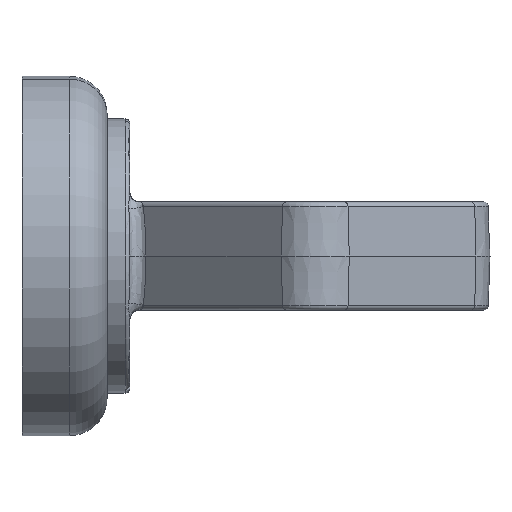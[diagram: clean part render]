
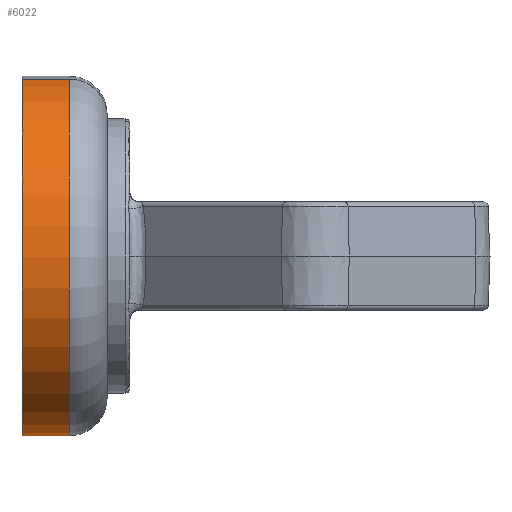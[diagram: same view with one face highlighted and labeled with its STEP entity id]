
A CAD part, left-side view. The second image highlights one B-rep face of the part: STEP entity #6022.
In plain terms, the highlighted cylindrical face has radius 9.5 mm (diameter 19 mm), a partial arc.
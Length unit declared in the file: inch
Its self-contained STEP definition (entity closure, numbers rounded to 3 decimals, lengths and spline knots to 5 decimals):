
#427 = VECTOR ( 'NONE', #8691, 39.37008 ) ;
#1056 = LINE ( 'NONE', #7287, #3784 ) ;
#1627 = DIRECTION ( 'NONE',  ( 0., 0., 1. ) ) ;
#2051 = VERTEX_POINT ( 'NONE', #3005 ) ;
#2248 = EDGE_CURVE ( 'NONE', #2051, #8111, #5193, .T. ) ;
#2560 = ORIENTED_EDGE ( 'NONE', *, *, #10840, .T. ) ;
#2858 = VERTEX_POINT ( 'NONE', #8429 ) ;
#3005 = CARTESIAN_POINT ( 'NONE',  ( -0.37402, 0., -0.17717 ) ) ;
#3151 = CARTESIAN_POINT ( 'NONE',  ( 0., 0., -0.07874 ) ) ;
#3167 = EDGE_CURVE ( 'NONE', #9019, #2858, #1056, .T. ) ;
#3784 = VECTOR ( 'NONE', #10777, 39.37008 ) ;
#3928 = ORIENTED_EDGE ( 'NONE', *, *, #3167, .F. ) ;
#4039 = CARTESIAN_POINT ( 'NONE',  ( -0.37402, 0., -0.07874 ) ) ;
#4345 = DIRECTION ( 'NONE',  ( 1., 0., 0. ) ) ;
#4417 = DIRECTION ( 'NONE',  ( 0., 0., 1. ) ) ;
#4503 = EDGE_LOOP ( 'NONE', ( #2560, #5403, #10334, #3928 ) ) ;
#4690 = DIRECTION ( 'NONE',  ( 0., 0., 1. ) ) ;
#4875 = AXIS2_PLACEMENT_3D ( 'NONE', #6045, #4417, #10499 ) ;
#5193 = LINE ( 'NONE', #6276, #427 ) ;
#5403 = ORIENTED_EDGE ( 'NONE', *, *, #2248, .T. ) ;
#6022 = ADVANCED_FACE ( 'NONE', ( #11307 ), #7082, .T. ) ;
#6045 = CARTESIAN_POINT ( 'NONE',  ( 0., 0., 0. ) ) ;
#6276 = CARTESIAN_POINT ( 'NONE',  ( -0.37402, 0., 0. ) ) ;
#6373 = DIRECTION ( 'NONE',  ( 1., 0., 0. ) ) ;
#6476 = CIRCLE ( 'NONE', #11211, 0.37402 ) ;
#7082 = CYLINDRICAL_SURFACE ( 'NONE', #4875, 0.37402 ) ;
#7287 = CARTESIAN_POINT ( 'NONE',  ( 0.37402, 0., 0. ) ) ;
#8111 = VERTEX_POINT ( 'NONE', #4039 ) ;
#8429 = CARTESIAN_POINT ( 'NONE',  ( 0.37402, 0., -0.07874 ) ) ;
#8572 = CARTESIAN_POINT ( 'NONE',  ( 0.37402, 0., -0.17717 ) ) ;
#8660 = AXIS2_PLACEMENT_3D ( 'NONE', #3151, #4690, #6373 ) ;
#8691 = DIRECTION ( 'NONE',  ( 0., 0., 1. ) ) ;
#9019 = VERTEX_POINT ( 'NONE', #8572 ) ;
#9206 = CIRCLE ( 'NONE', #8660, 0.37402 ) ;
#10334 = ORIENTED_EDGE ( 'NONE', *, *, #11027, .F. ) ;
#10499 = DIRECTION ( 'NONE',  ( 1., 0., 0. ) ) ;
#10777 = DIRECTION ( 'NONE',  ( 0., 0., 1. ) ) ;
#10840 = EDGE_CURVE ( 'NONE', #9019, #2051, #6476, .T. ) ;
#11027 = EDGE_CURVE ( 'NONE', #2858, #8111, #9206, .T. ) ;
#11211 = AXIS2_PLACEMENT_3D ( 'NONE', #11223, #1627, #4345 ) ;
#11223 = CARTESIAN_POINT ( 'NONE',  ( 0., 0., -0.17717 ) ) ;
#11307 = FACE_OUTER_BOUND ( 'NONE', #4503, .T. ) ;
